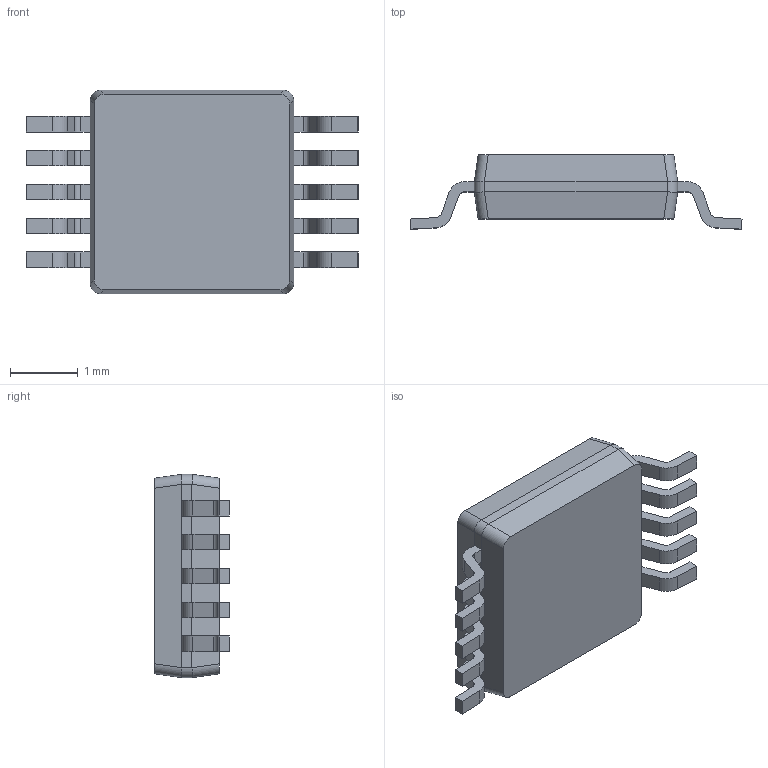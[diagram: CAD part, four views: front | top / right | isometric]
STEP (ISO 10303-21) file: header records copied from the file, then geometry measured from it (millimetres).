
FILE_DESCRIPTION (( 'STEP AP214' ), '1' );
FILE_NAME ('MIC3232YMM.STEP', '2023-03-11T08:20:41', ( '' ), ( '' ), 'SwSTEP 2.0', 'SolidWorks 2021', '' );
FILE_SCHEMA (( 'AUTOMOTIVE_DESIGN' ));
Length unit declared in the file: millimetre
Products named in the file (1): MIC3232YMM
Bounding box: 4.9 x 1.1 x 3 mm (x, y, z)
Volume: 8.7 mm3; surface area: 38.3 mm2
Topology: 12 solids, 12 shells, 173 faces, 444 edges, 296 vertices
Faces by surface type: plane 117, cylinder 56
Entity records: 5359 total; most frequent: CARTESIAN_POINT 1010, ORIENTED_EDGE 888, DIRECTION 848, EDGE_CURVE 444, LINE 324, VECTOR 324, VERTEX_POINT 296, AXIS2_PLACEMENT_3D 262
